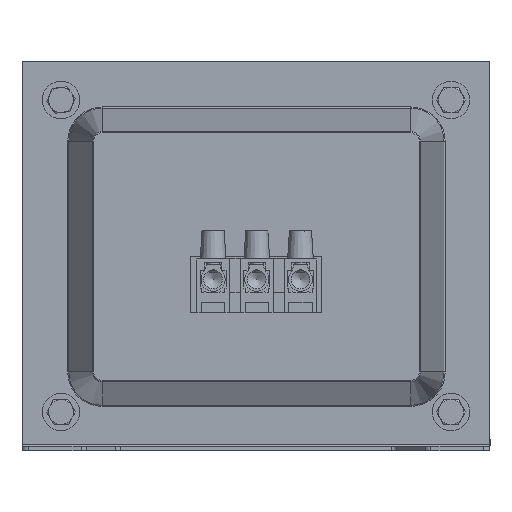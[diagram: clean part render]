
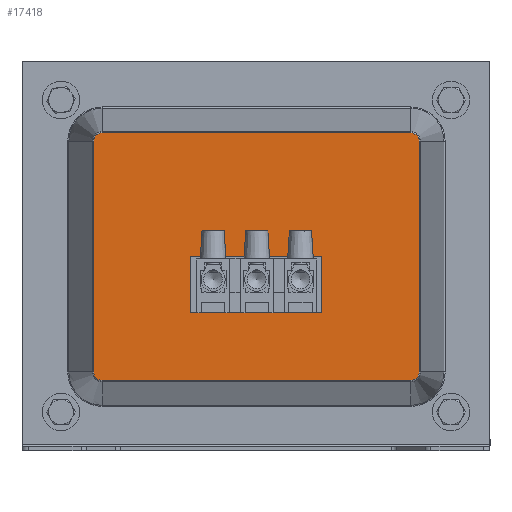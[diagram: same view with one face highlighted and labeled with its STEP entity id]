
A CAD part, front view. The second image highlights one B-rep face of the part: STEP entity #17418.
In plain terms, the highlighted face is planar.
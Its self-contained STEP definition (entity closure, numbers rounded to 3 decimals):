
#910=FACE_BOUND('',#7315,.T.);
#1584=PLANE('',#19120);
#3302=LINE('',#39675,#5107);
#3306=LINE('',#39683,#5111);
#3309=LINE('',#39689,#5114);
#3312=LINE('',#39694,#5117);
#3334=LINE('',#39774,#5139);
#3336=LINE('',#39794,#5141);
#3339=LINE('',#39801,#5144);
#3341=LINE('',#39816,#5146);
#5107=VECTOR('',#23038,10.);
#5111=VECTOR('',#23044,10.);
#5114=VECTOR('',#23049,10.);
#5117=VECTOR('',#23054,10.);
#5139=VECTOR('',#23138,10.);
#5141=VECTOR('',#23162,10.);
#5144=VECTOR('',#23169,10.);
#5146=VECTOR('',#23189,10.);
#6233=FACE_OUTER_BOUND('',#7314,.T.);
#7314=EDGE_LOOP('',(#16227,#16228,#16229,#16230,#16231,#16232,#16233,#16234));
#7315=EDGE_LOOP('',(#16235,#16236,#16237,#16238));
#7666=CIRCLE('',#19095,2.728);
#7670=CIRCLE('',#19100,2.728);
#7674=CIRCLE('',#19107,2.728);
#7678=CIRCLE('',#19112,2.728);
#9170=VERTEX_POINT('',#39673);
#9171=VERTEX_POINT('',#39674);
#9174=VERTEX_POINT('',#39682);
#9176=VERTEX_POINT('',#39688);
#9203=VERTEX_POINT('',#39771);
#9204=VERTEX_POINT('',#39773);
#9207=VERTEX_POINT('',#39780);
#9208=VERTEX_POINT('',#39785);
#9211=VERTEX_POINT('',#39792);
#9212=VERTEX_POINT('',#39797);
#9215=VERTEX_POINT('',#39804);
#9216=VERTEX_POINT('',#39809);
#11499=EDGE_CURVE('',#9170,#9171,#3302,.T.);
#11503=EDGE_CURVE('',#9174,#9170,#3306,.T.);
#11506=EDGE_CURVE('',#9176,#9174,#3309,.T.);
#11509=EDGE_CURVE('',#9171,#9176,#3312,.T.);
#11548=EDGE_CURVE('',#9203,#9204,#3334,.T.);
#11552=EDGE_CURVE('',#9207,#9203,#7666,.T.);
#11556=EDGE_CURVE('',#9204,#9208,#7670,.T.);
#11558=EDGE_CURVE('',#9211,#9207,#3336,.T.);
#11562=EDGE_CURVE('',#9208,#9212,#3339,.T.);
#11564=EDGE_CURVE('',#9215,#9211,#7674,.T.);
#11568=EDGE_CURVE('',#9212,#9216,#7678,.T.);
#11570=EDGE_CURVE('',#9216,#9215,#3341,.T.);
#16227=ORIENTED_EDGE('',*,*,#11548,.F.);
#16228=ORIENTED_EDGE('',*,*,#11552,.F.);
#16229=ORIENTED_EDGE('',*,*,#11558,.F.);
#16230=ORIENTED_EDGE('',*,*,#11564,.F.);
#16231=ORIENTED_EDGE('',*,*,#11570,.F.);
#16232=ORIENTED_EDGE('',*,*,#11568,.F.);
#16233=ORIENTED_EDGE('',*,*,#11562,.F.);
#16234=ORIENTED_EDGE('',*,*,#11556,.F.);
#16235=ORIENTED_EDGE('',*,*,#11499,.T.);
#16236=ORIENTED_EDGE('',*,*,#11509,.T.);
#16237=ORIENTED_EDGE('',*,*,#11506,.T.);
#16238=ORIENTED_EDGE('',*,*,#11503,.T.);
#17418=ADVANCED_FACE('',(#6233,#910),#1584,.T.);
#19095=AXIS2_PLACEMENT_3D('',#39782,#23146,#23147);
#19100=AXIS2_PLACEMENT_3D('',#39789,#23156,#23157);
#19107=AXIS2_PLACEMENT_3D('',#39806,#23174,#23175);
#19112=AXIS2_PLACEMENT_3D('',#39813,#23184,#23185);
#19120=AXIS2_PLACEMENT_3D('',#39835,#23209,#23210);
#23038=DIRECTION('',(0.,0.,-1.));
#23044=DIRECTION('',(-1.,0.,0.));
#23049=DIRECTION('',(0.,0.,1.));
#23054=DIRECTION('',(1.,0.,0.));
#23138=DIRECTION('',(1.,0.,0.));
#23146=DIRECTION('center_axis',(0.,-1.,0.));
#23147=DIRECTION('ref_axis',(-0.707,0.,-0.707));
#23156=DIRECTION('center_axis',(0.,-1.,0.));
#23157=DIRECTION('ref_axis',(0.707,0.,-0.707));
#23162=DIRECTION('',(0.,0.,-1.));
#23169=DIRECTION('',(0.,0.,1.));
#23174=DIRECTION('center_axis',(0.,-1.,0.));
#23175=DIRECTION('ref_axis',(-0.707,0.,0.707));
#23184=DIRECTION('center_axis',(0.,-1.,0.));
#23185=DIRECTION('ref_axis',(0.707,0.,0.707));
#23189=DIRECTION('',(-1.,0.,0.));
#23209=DIRECTION('center_axis',(0.,1.,0.));
#23210=DIRECTION('ref_axis',(0.,0.,1.));
#39673=CARTESIAN_POINT('',(-62.342,45.,96.));
#39674=CARTESIAN_POINT('',(-62.342,45.,54.));
#39675=CARTESIAN_POINT('',(-62.342,45.,85.429));
#39682=CARTESIAN_POINT('',(-44.342,45.,96.));
#39683=CARTESIAN_POINT('',(-53.314,45.,96.));
#39688=CARTESIAN_POINT('',(-44.342,45.,54.));
#39689=CARTESIAN_POINT('',(-44.342,45.,64.429));
#39694=CARTESIAN_POINT('',(-62.314,45.,54.));
#39771=CARTESIAN_POINT('',(-99.239,45.,22.679));
#39773=CARTESIAN_POINT('',(-25.335,45.,22.679));
#39774=CARTESIAN_POINT('',(-43.811,45.,22.679));
#39780=CARTESIAN_POINT('',(-101.967,45.,25.407));
#39782=CARTESIAN_POINT('Origin',(-99.239,45.,25.407));
#39785=CARTESIAN_POINT('',(-22.606,45.,25.407));
#39789=CARTESIAN_POINT('Origin',(-25.335,45.,25.407));
#39792=CARTESIAN_POINT('',(-101.967,45.,124.311));
#39794=CARTESIAN_POINT('',(-101.967,45.,50.133));
#39797=CARTESIAN_POINT('',(-22.606,45.,124.311));
#39801=CARTESIAN_POINT('',(-22.606,45.,99.585));
#39804=CARTESIAN_POINT('',(-99.239,45.,127.039));
#39806=CARTESIAN_POINT('Origin',(-99.239,45.,124.311));
#39809=CARTESIAN_POINT('',(-25.335,45.,127.039));
#39813=CARTESIAN_POINT('Origin',(-25.335,45.,124.311));
#39816=CARTESIAN_POINT('',(-80.763,45.,127.039));
#39835=CARTESIAN_POINT('Origin',(-62.287,45.,74.859));
